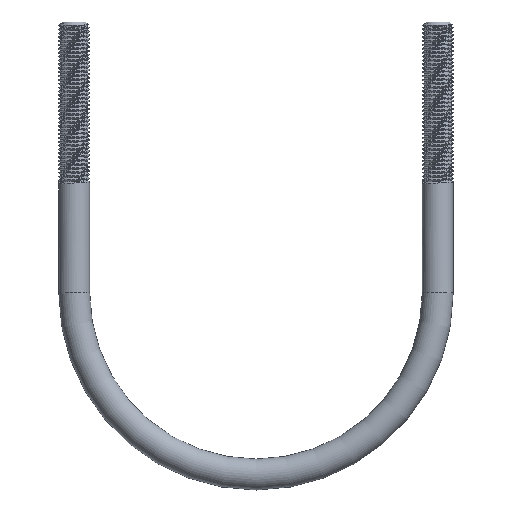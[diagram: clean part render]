
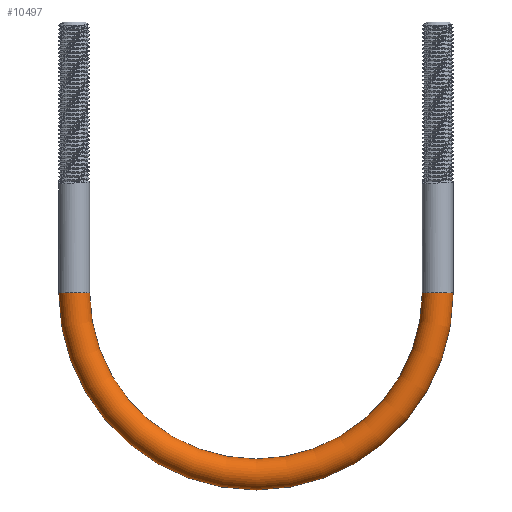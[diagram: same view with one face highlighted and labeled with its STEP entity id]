
A CAD part, front view. The second image highlights one B-rep face of the part: STEP entity #10497.
In plain terms, the highlighted toroidal (fillet/blend) face has major radius 47 mm and minor radius 4 mm.
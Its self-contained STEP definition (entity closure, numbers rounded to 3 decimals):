
#936 = VERTEX_POINT ( 'NONE', #1912 ) ;
#1037 = VERTEX_POINT ( 'NONE', #18262 ) ;
#1912 = CARTESIAN_POINT ( 'NONE',  ( -12.5, 0., -141.642 ) ) ;
#2165 = DIRECTION ( 'NONE',  ( 1., 0., 0. ) ) ;
#2413 = CIRCLE ( 'NONE', #6649, 43. ) ;
#2600 = CIRCLE ( 'NONE', #9272, 51. ) ;
#2802 = EDGE_CURVE ( 'NONE', #13957, #1037, #2600, .T. ) ;
#2943 = CIRCLE ( 'NONE', #6592, 4. ) ;
#2951 = EDGE_LOOP ( 'NONE', ( #13687, #3577, #11336, #7341 ) ) ;
#3321 = DIRECTION ( 'NONE',  ( 0., 0., -1. ) ) ;
#3491 = DIRECTION ( 'NONE',  ( 0., 0., 1. ) ) ;
#3577 = ORIENTED_EDGE ( 'NONE', *, *, #9251, .F. ) ;
#4057 = DIRECTION ( 'NONE',  ( 0., 1., 0. ) ) ;
#4978 = CARTESIAN_POINT ( 'NONE',  ( 81.5, 0., -141.642 ) ) ;
#5882 = DIRECTION ( 'NONE',  ( 0., 0., 1. ) ) ;
#6293 = CIRCLE ( 'NONE', #13226, 4. ) ;
#6592 = AXIS2_PLACEMENT_3D ( 'NONE', #15048, #3321, #16466 ) ;
#6649 = AXIS2_PLACEMENT_3D ( 'NONE', #13046, #11820, #17598 ) ;
#6945 = CARTESIAN_POINT ( 'NONE',  ( 30.5, 0., -141.642 ) ) ;
#7341 = ORIENTED_EDGE ( 'NONE', *, *, #8658, .T. ) ;
#8658 = EDGE_CURVE ( 'NONE', #936, #1037, #2943, .T. ) ;
#9165 = CARTESIAN_POINT ( 'NONE',  ( 77.5, 0., -141.642 ) ) ;
#9251 = EDGE_CURVE ( 'NONE', #17610, #13957, #6293, .T. ) ;
#9272 = AXIS2_PLACEMENT_3D ( 'NONE', #12380, #4057, #14161 ) ;
#10497 = ADVANCED_FACE ( 'NONE', ( #10508 ), #10574, .T. ) ;
#10508 = FACE_OUTER_BOUND ( 'NONE', #2951, .T. ) ;
#10574 = TOROIDAL_SURFACE ( 'NONE', #17821, 47., 4. ) ;
#11336 = ORIENTED_EDGE ( 'NONE', *, *, #11502, .T. ) ;
#11502 = EDGE_CURVE ( 'NONE', #17610, #936, #2413, .T. ) ;
#11820 = DIRECTION ( 'NONE',  ( 0., 1., 0. ) ) ;
#11854 = CARTESIAN_POINT ( 'NONE',  ( 73.5, 0., -141.642 ) ) ;
#12380 = CARTESIAN_POINT ( 'NONE',  ( 30.5, 0., -141.642 ) ) ;
#12693 = DIRECTION ( 'NONE',  ( 0., 1., 0. ) ) ;
#13046 = CARTESIAN_POINT ( 'NONE',  ( 30.5, 0., -141.642 ) ) ;
#13226 = AXIS2_PLACEMENT_3D ( 'NONE', #9165, #3491, #2165 ) ;
#13687 = ORIENTED_EDGE ( 'NONE', *, *, #2802, .F. ) ;
#13957 = VERTEX_POINT ( 'NONE', #4978 ) ;
#14161 = DIRECTION ( 'NONE',  ( 0., 0., 1. ) ) ;
#15048 = CARTESIAN_POINT ( 'NONE',  ( -16.5, 0., -141.642 ) ) ;
#16466 = DIRECTION ( 'NONE',  ( -1., 0., 0. ) ) ;
#17598 = DIRECTION ( 'NONE',  ( 0., 0., 1. ) ) ;
#17610 = VERTEX_POINT ( 'NONE', #11854 ) ;
#17821 = AXIS2_PLACEMENT_3D ( 'NONE', #6945, #12693, #5882 ) ;
#18262 = CARTESIAN_POINT ( 'NONE',  ( -20.5, 0., -141.642 ) ) ;
